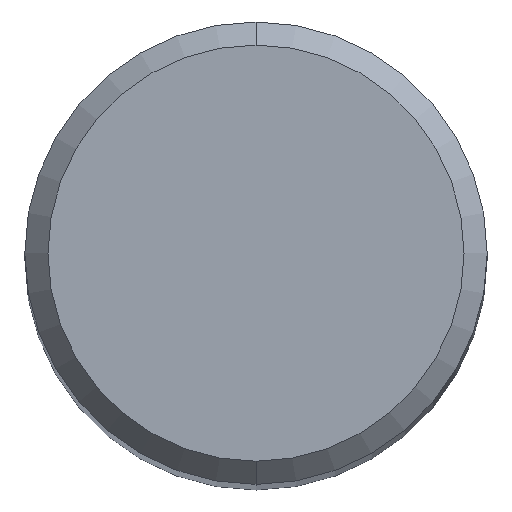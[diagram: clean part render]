
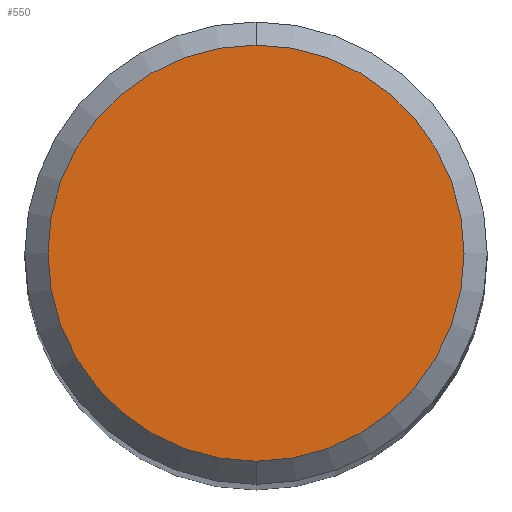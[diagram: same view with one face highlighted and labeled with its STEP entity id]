
A CAD part, top view. The second image highlights one B-rep face of the part: STEP entity #550.
In plain terms, the highlighted planar face has unit normal (0, 0, 1).
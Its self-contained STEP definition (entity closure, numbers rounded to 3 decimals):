
#255=CARTESIAN_POINT('',(0.,0.,28.));
#256=DIRECTION('',(0.,0.,1.));
#257=DIRECTION('',(0.,1.,0.));
#258=AXIS2_PLACEMENT_3D('',#255,#256,#257);
#263=CARTESIAN_POINT('',(0.,0.,28.));
#264=DIRECTION('',(0.,0.,-1.));
#265=DIRECTION('',(0.,1.,0.));
#266=AXIS2_PLACEMENT_3D('',#263,#264,#265);
#295=CARTESIAN_POINT('',(0.,1.8,28.));
#296=VERTEX_POINT('',#295);
#307=CARTESIAN_POINT('',(0.,-1.8,28.));
#308=VERTEX_POINT('',#307);
#541=CARTESIAN_POINT('',(0.,0.,28.));
#542=DIRECTION('',(0.,0.,-1.));
#543=DIRECTION('',(0.,-1.,0.));
#544=AXIS2_PLACEMENT_3D('',#541,#542,#543);
#545=PLANE('',#544);
#546=ORIENTED_EDGE('',*,*,#520,.F.);
#547=ORIENTED_EDGE('',*,*,#536,.T.);
#548=EDGE_LOOP('',(#546,#547));
#549=FACE_OUTER_BOUND('',#548,.F.);
#259=CIRCLE('',#258,1.8);
#267=CIRCLE('',#266,1.8);
#520=EDGE_CURVE('',#296,#308,#259,.T.);
#536=EDGE_CURVE('',#296,#308,#267,.T.);
#550=ADVANCED_FACE('',(#549),#545,.F.);
